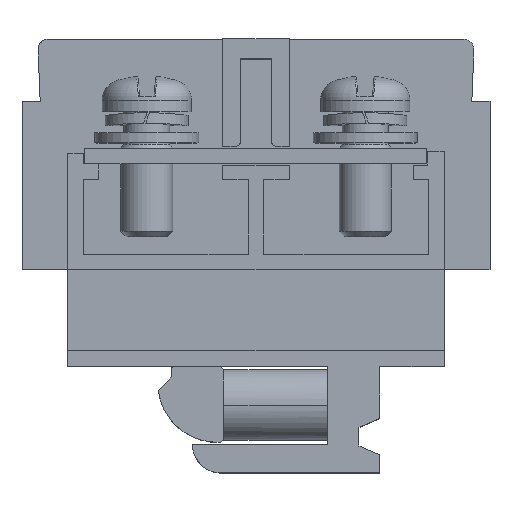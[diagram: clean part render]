
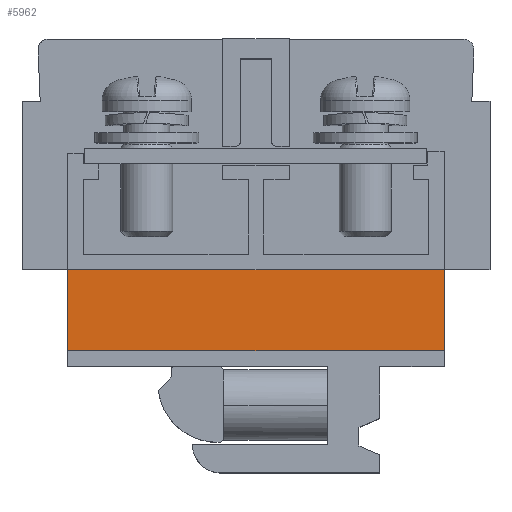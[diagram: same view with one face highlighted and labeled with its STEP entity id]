
A CAD part, top view. The second image highlights one B-rep face of the part: STEP entity #5962.
In plain terms, the highlighted planar face has unit normal (0, 0, 1).
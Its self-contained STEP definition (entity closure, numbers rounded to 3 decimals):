
#1354=DIRECTION('',(1.,0.,0.));
#1355=VECTOR('',#1354,36.2);
#1356=CARTESIAN_POINT('',(-18.1,0.,8.3));
#1357=LINE('',#1356,#1355);
#1358=DIRECTION('',(0.,1.,0.));
#1359=VECTOR('',#1358,7.8);
#1360=CARTESIAN_POINT('',(18.1,-7.8,8.3));
#1361=LINE('',#1360,#1359);
#1362=DIRECTION('',(0.,-1.,0.));
#1363=VECTOR('',#1362,7.8);
#1364=CARTESIAN_POINT('',(-18.1,0.,8.3));
#1365=LINE('',#1364,#1363);
#1410=DIRECTION('',(-1.,0.,0.));
#1411=VECTOR('',#1410,36.2);
#1412=CARTESIAN_POINT('',(18.1,-7.8,8.3));
#1413=LINE('',#1412,#1411);
#3059=CARTESIAN_POINT('',(18.1,-7.8,8.3));
#3060=CARTESIAN_POINT('',(-18.1,-7.8,8.3));
#3061=VERTEX_POINT('',#3059);
#3062=VERTEX_POINT('',#3060);
#3201=CARTESIAN_POINT('',(-18.1,0.,8.3));
#3202=CARTESIAN_POINT('',(18.1,0.,8.3));
#3203=VERTEX_POINT('',#3201);
#3204=VERTEX_POINT('',#3202);
#5948=CARTESIAN_POINT('',(0.,0.,8.3));
#5949=DIRECTION('',(0.,0.,1.));
#5950=DIRECTION('',(1.,0.,0.));
#5951=AXIS2_PLACEMENT_3D('',#5948,#5949,#5950);
#5952=PLANE('',#5951);
#5954=ORIENTED_EDGE('',*,*,#5953,.T.);
#5955=ORIENTED_EDGE('',*,*,#5923,.F.);
#5957=ORIENTED_EDGE('',*,*,#5956,.T.);
#5959=ORIENTED_EDGE('',*,*,#5958,.F.);
#5960=EDGE_LOOP('',(#5954,#5955,#5957,#5959));
#5961=FACE_OUTER_BOUND('',#5960,.F.);
#5962=ADVANCED_FACE('',(#5961),#5952,.T.);
#5923=EDGE_CURVE('',#3061,#3204,#1361,.T.);
#5953=EDGE_CURVE('',#3203,#3204,#1357,.T.);
#5956=EDGE_CURVE('',#3061,#3062,#1413,.T.);
#5958=EDGE_CURVE('',#3203,#3062,#1365,.T.);
